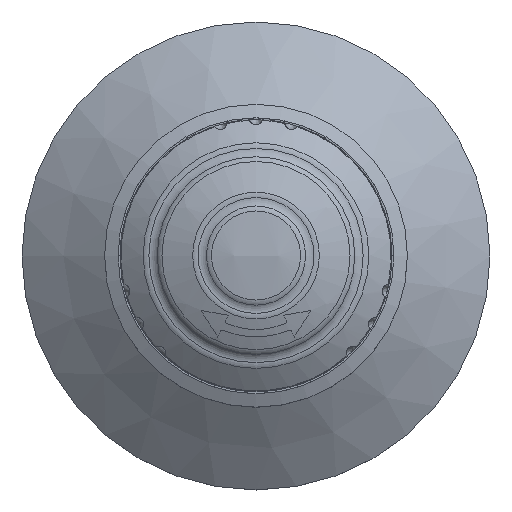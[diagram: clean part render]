
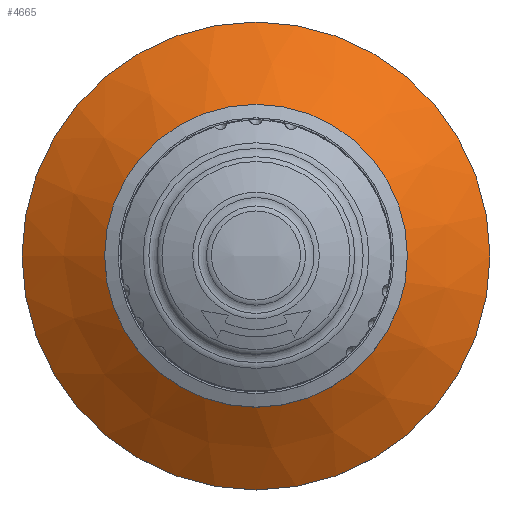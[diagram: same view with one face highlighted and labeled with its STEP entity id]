
A CAD part, top view. The second image highlights one B-rep face of the part: STEP entity #4665.
In plain terms, the highlighted conical face has half-angle 55 degrees and reference radius 28 mm.
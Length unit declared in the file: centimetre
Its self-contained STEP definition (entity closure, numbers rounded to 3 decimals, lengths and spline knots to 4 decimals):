
#62=FACE_BOUND('',#799,.T.);
#95=CONICAL_SURFACE('',#5094,2.8,55.);
#501=FACE_OUTER_BOUND('',#798,.T.);
#798=EDGE_LOOP('',(#3709));
#799=EDGE_LOOP('',(#3710));
#1104=CIRCLE('',#5095,3.4);
#1105=CIRCLE('',#5096,2.2);
#2116=VERTEX_POINT('',#7859);
#2117=VERTEX_POINT('',#7861);
#2703=EDGE_CURVE('',#2116,#2116,#1104,.T.);
#2704=EDGE_CURVE('',#2117,#2117,#1105,.T.);
#3709=ORIENTED_EDGE('',*,*,#2703,.F.);
#3710=ORIENTED_EDGE('',*,*,#2704,.T.);
#4665=ADVANCED_FACE('',(#501,#62),#95,.T.);
#5094=AXIS2_PLACEMENT_3D('',#7858,#6129,#6130);
#5095=AXIS2_PLACEMENT_3D('',#7860,#6131,#6132);
#5096=AXIS2_PLACEMENT_3D('',#7862,#6133,#6134);
#6129=DIRECTION('center_axis',(0.,0.,
-1.));
#6130=DIRECTION('ref_axis',(-1.,0.,0.));
#6131=DIRECTION('center_axis',(0.,0.,
-1.));
#6132=DIRECTION('ref_axis',(-1.,0.,0.));
#6133=DIRECTION('center_axis',(0.,0.,
-1.));
#6134=DIRECTION('ref_axis',(-1.,0.,0.));
#7858=CARTESIAN_POINT('Origin',(0.,0.,
2.6449));
#7859=CARTESIAN_POINT('',(-3.4,0.,2.2248));
#7860=CARTESIAN_POINT('Origin',(0.,0.,
2.2248));
#7861=CARTESIAN_POINT('',(-2.2,0.,3.065));
#7862=CARTESIAN_POINT('Origin',(0.,0.,
3.065));
